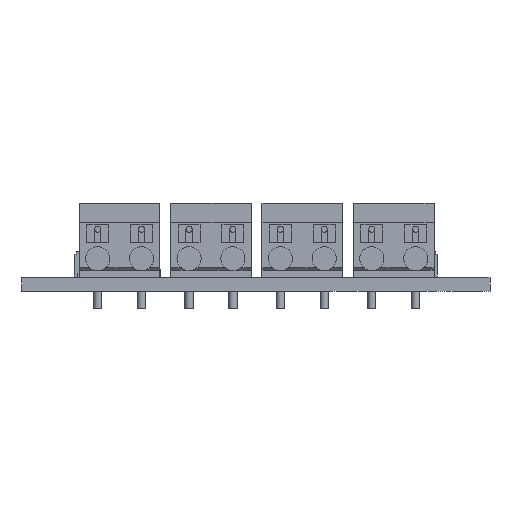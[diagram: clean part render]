
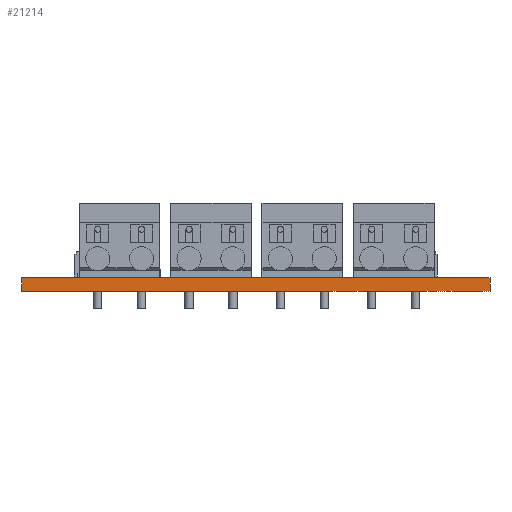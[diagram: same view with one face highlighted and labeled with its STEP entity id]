
A CAD part, left-side view. The second image highlights one B-rep face of the part: STEP entity #21214.
In plain terms, the highlighted planar face has unit normal (-1, 0, 0).
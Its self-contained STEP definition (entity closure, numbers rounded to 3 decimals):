
#1725=PLANE('',#23017);
#2695=FACE_OUTER_BOUND('',#3734,.T.);
#3734=EDGE_LOOP('',(#16936,#16937,#16938,#16939));
#5992=LINE('',#33106,#8114);
#6000=LINE('',#33121,#8122);
#6001=LINE('',#33123,#8123);
#6002=LINE('',#33124,#8124);
#8114=VECTOR('',#27279,10.);
#8122=VECTOR('',#27291,10.);
#8123=VECTOR('',#27294,10.);
#8124=VECTOR('',#27295,10.);
#10993=VERTEX_POINT('',#33103);
#10994=VERTEX_POINT('',#33105);
#10998=VERTEX_POINT('',#33117);
#10999=VERTEX_POINT('',#33119);
#13466=EDGE_CURVE('',#10993,#10994,#5992,.T.);
#13474=EDGE_CURVE('',#10998,#10999,#6000,.T.);
#13475=EDGE_CURVE('',#10993,#10998,#6001,.T.);
#13476=EDGE_CURVE('',#10994,#10999,#6002,.T.);
#16936=ORIENTED_EDGE('',*,*,#13475,.T.);
#16937=ORIENTED_EDGE('',*,*,#13474,.T.);
#16938=ORIENTED_EDGE('',*,*,#13476,.F.);
#16939=ORIENTED_EDGE('',*,*,#13466,.F.);
#21214=ADVANCED_FACE('',(#2695),#1725,.T.);
#23017=AXIS2_PLACEMENT_3D('',#33122,#27292,#27293);
#27279=DIRECTION('',(0.,0.,1.));
#27291=DIRECTION('',(0.,0.,1.));
#27292=DIRECTION('center_axis',(-1.,0.,0.));
#27293=DIRECTION('ref_axis',(0.,-1.,0.));
#27294=DIRECTION('',(0.,-1.,0.));
#27295=DIRECTION('',(0.,-1.,0.));
#33103=CARTESIAN_POINT('',(0.,53.34,0.));
#33105=CARTESIAN_POINT('',(0.,53.34,1.5));
#33106=CARTESIAN_POINT('',(0.,53.34,0.));
#33117=CARTESIAN_POINT('',(0.,0.,0.));
#33119=CARTESIAN_POINT('',(0.,0.,1.5));
#33121=CARTESIAN_POINT('',(0.,0.,0.));
#33122=CARTESIAN_POINT('Origin',(0.,53.34,0.));
#33123=CARTESIAN_POINT('',(0.,53.34,0.));
#33124=CARTESIAN_POINT('',(0.,53.34,1.5));
